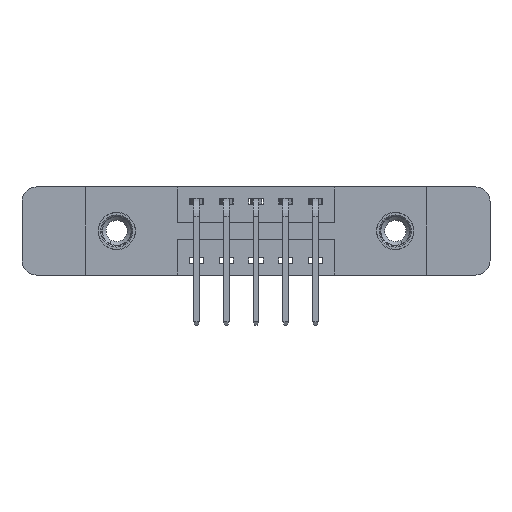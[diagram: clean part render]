
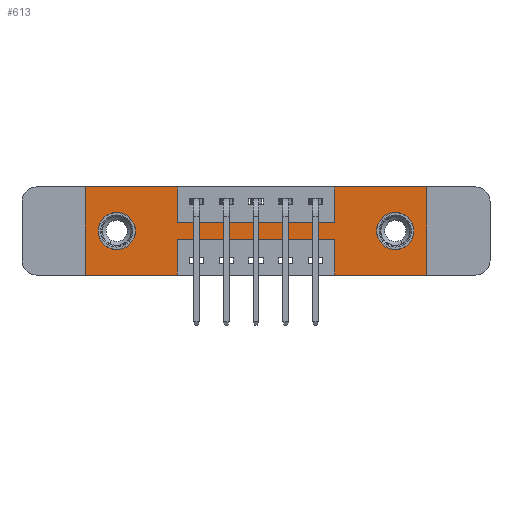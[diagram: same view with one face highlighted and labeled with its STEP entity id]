
A CAD part, front view. The second image highlights one B-rep face of the part: STEP entity #613.
In plain terms, the highlighted planar face has unit normal (0, -1, 0).
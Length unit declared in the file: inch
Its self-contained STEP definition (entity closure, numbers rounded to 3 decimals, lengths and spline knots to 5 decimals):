
#153 = DIRECTION ( 'NONE',  ( 0., 0., 1. ) ) ;
#291 = DIRECTION ( 'NONE',  ( 0., 1., 0. ) ) ;
#570 = AXIS2_PLACEMENT_3D ( 'NONE', #13433, #8419, #5076 ) ;
#613 = ADVANCED_FACE ( 'NONE', ( #7559, #5463, #7343 ), #2194, .T. ) ;
#734 = VERTEX_POINT ( 'NONE', #4684 ) ;
#836 = VERTEX_POINT ( 'NONE', #2326 ) ;
#842 = EDGE_CURVE ( 'NONE', #2749, #9004, #7229, .T. ) ;
#984 = LINE ( 'NONE', #1887, #8328 ) ;
#1005 = VERTEX_POINT ( 'NONE', #1272 ) ;
#1272 = CARTESIAN_POINT ( 'NONE',  ( 0.3875, 0., 0. ) ) ;
#1321 = VERTEX_POINT ( 'NONE', #3390 ) ;
#1341 = VERTEX_POINT ( 'NONE', #3107 ) ;
#1371 = DIRECTION ( 'NONE',  ( 0., 1., 0. ) ) ;
#1448 = CARTESIAN_POINT ( 'NONE',  ( 0., 0., -0.37 ) ) ;
#1502 = ORIENTED_EDGE ( 'NONE', *, *, #1668, .F. ) ;
#1668 = EDGE_CURVE ( 'NONE', #2457, #3520, #8005, .T. ) ;
#1834 = EDGE_CURVE ( 'NONE', #13029, #9659, #11770, .T. ) ;
#1887 = CARTESIAN_POINT ( 'NONE',  ( 0.3875, 0., -0.15 ) ) ;
#1919 = EDGE_CURVE ( 'NONE', #1005, #10244, #6674, .T. ) ;
#1985 = DIRECTION ( 'NONE',  ( 0., -1., 0. ) ) ;
#2133 = LINE ( 'NONE', #7220, #9488 ) ;
#2151 = LINE ( 'NONE', #5067, #10805 ) ;
#2194 = PLANE ( 'NONE',  #8900 ) ;
#2326 = CARTESIAN_POINT ( 'NONE',  ( 0.1325, 0., -0.107 ) ) ;
#2379 = CARTESIAN_POINT ( 'NONE',  ( 1.435, 0., 0. ) ) ;
#2457 = VERTEX_POINT ( 'NONE', #10172 ) ;
#2749 = VERTEX_POINT ( 'NONE', #11879 ) ;
#2916 = EDGE_CURVE ( 'NONE', #1321, #11255, #12590, .T. ) ;
#3090 = DIRECTION ( 'NONE',  ( 0., 0., -1. ) ) ;
#3099 = VECTOR ( 'NONE', #153, 39.37008 ) ;
#3107 = CARTESIAN_POINT ( 'NONE',  ( 0.1325, 0., -0.263 ) ) ;
#3135 = VECTOR ( 'NONE', #11067, 39.37008 ) ;
#3390 = CARTESIAN_POINT ( 'NONE',  ( 1.0475, 0., -0.15 ) ) ;
#3450 = LINE ( 'NONE', #7475, #3099 ) ;
#3458 = CARTESIAN_POINT ( 'NONE',  ( 0.3875, 0., -0.22 ) ) ;
#3514 = ORIENTED_EDGE ( 'NONE', *, *, #7848, .F. ) ;
#3520 = VERTEX_POINT ( 'NONE', #12466 ) ;
#3597 = VECTOR ( 'NONE', #10643, 39.37008 ) ;
#3775 = DIRECTION ( 'NONE',  ( 0., 0., -1. ) ) ;
#3898 = VERTEX_POINT ( 'NONE', #10382 ) ;
#3909 = ORIENTED_EDGE ( 'NONE', *, *, #1834, .F. ) ;
#4036 = VERTEX_POINT ( 'NONE', #3458 ) ;
#4404 = ORIENTED_EDGE ( 'NONE', *, *, #7274, .F. ) ;
#4473 = CARTESIAN_POINT ( 'NONE',  ( 0.3875, 0., -0.15 ) ) ;
#4567 = AXIS2_PLACEMENT_3D ( 'NONE', #10899, #1371, #3775 ) ;
#4589 = DIRECTION ( 'NONE',  ( 0., 0., -1. ) ) ;
#4610 = ORIENTED_EDGE ( 'NONE', *, *, #9272, .F. ) ;
#4666 = EDGE_CURVE ( 'NONE', #734, #3898, #3450, .T. ) ;
#4684 = CARTESIAN_POINT ( 'NONE',  ( 0., 0., -0.37 ) ) ;
#4774 = EDGE_CURVE ( 'NONE', #3520, #13029, #10018, .T. ) ;
#5017 = DIRECTION ( 'NONE',  ( 1., 0., 0. ) ) ;
#5067 = CARTESIAN_POINT ( 'NONE',  ( 0., 0., 0. ) ) ;
#5076 = DIRECTION ( 'NONE',  ( 0., 0., 1. ) ) ;
#5098 = LINE ( 'NONE', #13612, #9435 ) ;
#5463 = FACE_BOUND ( 'NONE', #13749, .T. ) ;
#5712 = ORIENTED_EDGE ( 'NONE', *, *, #12981, .T. ) ;
#6016 = EDGE_LOOP ( 'NONE', ( #4610, #12616, #3909, #10418, #1502, #4404, #13308, #3514, #10535, #6539, #8753, #10667 ) ) ;
#6251 = VECTOR ( 'NONE', #4589, 39.37008 ) ;
#6269 = CARTESIAN_POINT ( 'NONE',  ( 1.0475, 0., -0.37 ) ) ;
#6337 = DIRECTION ( 'NONE',  ( 0., 0., 1. ) ) ;
#6355 = CARTESIAN_POINT ( 'NONE',  ( 1.3025, 0., -0.185 ) ) ;
#6388 = DIRECTION ( 'NONE',  ( 0., 0., -1. ) ) ;
#6398 = DIRECTION ( 'NONE',  ( -1., 0., 0. ) ) ;
#6411 = DIRECTION ( 'NONE',  ( 1., 0., 0. ) ) ;
#6493 = CARTESIAN_POINT ( 'NONE',  ( 1.0475, 0., -0.22 ) ) ;
#6539 = ORIENTED_EDGE ( 'NONE', *, *, #12613, .F. ) ;
#6674 = LINE ( 'NONE', #12169, #3135 ) ;
#6778 = VECTOR ( 'NONE', #9156, 39.37008 ) ;
#6844 = CARTESIAN_POINT ( 'NONE',  ( 0.1325, 0., -0.185 ) ) ;
#7050 = ORIENTED_EDGE ( 'NONE', *, *, #842, .T. ) ;
#7171 = LINE ( 'NONE', #11443, #6778 ) ;
#7220 = CARTESIAN_POINT ( 'NONE',  ( 0.3875, 0., -0.22 ) ) ;
#7229 = CIRCLE ( 'NONE', #4567, 0.078 ) ;
#7243 = EDGE_CURVE ( 'NONE', #12917, #734, #7676, .T. ) ;
#7274 = EDGE_CURVE ( 'NONE', #11255, #2457, #7171, .T. ) ;
#7343 = FACE_OUTER_BOUND ( 'NONE', #6016, .T. ) ;
#7475 = CARTESIAN_POINT ( 'NONE',  ( 0., 0., 0. ) ) ;
#7559 = FACE_BOUND ( 'NONE', #9542, .T. ) ;
#7676 = LINE ( 'NONE', #13098, #10555 ) ;
#7848 = EDGE_CURVE ( 'NONE', #10244, #1321, #984, .T. ) ;
#8005 = LINE ( 'NONE', #2379, #6251 ) ;
#8129 = CIRCLE ( 'NONE', #9262, 0.078 ) ;
#8327 = ORIENTED_EDGE ( 'NONE', *, *, #11512, .T. ) ;
#8328 = VECTOR ( 'NONE', #5017, 39.37008 ) ;
#8419 = DIRECTION ( 'NONE',  ( 0., 1., 0. ) ) ;
#8753 = ORIENTED_EDGE ( 'NONE', *, *, #4666, .F. ) ;
#8900 = AXIS2_PLACEMENT_3D ( 'NONE', #12792, #1985, #6388 ) ;
#9004 = VERTEX_POINT ( 'NONE', #10038 ) ;
#9010 = CARTESIAN_POINT ( 'NONE',  ( 1.0475, 0., 0. ) ) ;
#9133 = VECTOR ( 'NONE', #13323, 39.37008 ) ;
#9156 = DIRECTION ( 'NONE',  ( 1., 0., 0. ) ) ;
#9262 = AXIS2_PLACEMENT_3D ( 'NONE', #6844, #291, #11089 ) ;
#9272 = EDGE_CURVE ( 'NONE', #4036, #12917, #5098, .T. ) ;
#9435 = VECTOR ( 'NONE', #3090, 39.37008 ) ;
#9488 = VECTOR ( 'NONE', #6398, 39.37008 ) ;
#9542 = EDGE_LOOP ( 'NONE', ( #5712, #7050 ) ) ;
#9543 = ORIENTED_EDGE ( 'NONE', *, *, #11256, .T. ) ;
#9659 = VERTEX_POINT ( 'NONE', #6493 ) ;
#9732 = CIRCLE ( 'NONE', #570, 0.078 ) ;
#9870 = DIRECTION ( 'NONE',  ( -1., 0., 0. ) ) ;
#10018 = LINE ( 'NONE', #1448, #9133 ) ;
#10038 = CARTESIAN_POINT ( 'NONE',  ( 1.3025, 0., -0.107 ) ) ;
#10172 = CARTESIAN_POINT ( 'NONE',  ( 1.435, 0., 0. ) ) ;
#10244 = VERTEX_POINT ( 'NONE', #4473 ) ;
#10282 = CARTESIAN_POINT ( 'NONE',  ( 0.3875, 0., -0.37 ) ) ;
#10382 = CARTESIAN_POINT ( 'NONE',  ( 0., 0., 0. ) ) ;
#10418 = ORIENTED_EDGE ( 'NONE', *, *, #4774, .F. ) ;
#10507 = CARTESIAN_POINT ( 'NONE',  ( 1.0475, 0., 0. ) ) ;
#10535 = ORIENTED_EDGE ( 'NONE', *, *, #1919, .F. ) ;
#10555 = VECTOR ( 'NONE', #9870, 39.37008 ) ;
#10643 = DIRECTION ( 'NONE',  ( 0., 0., 1. ) ) ;
#10667 = ORIENTED_EDGE ( 'NONE', *, *, #7243, .F. ) ;
#10805 = VECTOR ( 'NONE', #6411, 39.37008 ) ;
#10899 = CARTESIAN_POINT ( 'NONE',  ( 1.3025, 0., -0.185 ) ) ;
#11067 = DIRECTION ( 'NONE',  ( 0., 0., -1. ) ) ;
#11089 = DIRECTION ( 'NONE',  ( 0., 0., 1. ) ) ;
#11255 = VERTEX_POINT ( 'NONE', #9010 ) ;
#11256 = EDGE_CURVE ( 'NONE', #1341, #836, #8129, .T. ) ;
#11443 = CARTESIAN_POINT ( 'NONE',  ( 0., 0., 0. ) ) ;
#11512 = EDGE_CURVE ( 'NONE', #836, #1341, #9732, .T. ) ;
#11770 = LINE ( 'NONE', #6269, #13577 ) ;
#11879 = CARTESIAN_POINT ( 'NONE',  ( 1.3025, 0., -0.263 ) ) ;
#12169 = CARTESIAN_POINT ( 'NONE',  ( 0.3875, 0., 0. ) ) ;
#12466 = CARTESIAN_POINT ( 'NONE',  ( 1.435, 0., -0.37 ) ) ;
#12590 = LINE ( 'NONE', #10507, #3597 ) ;
#12613 = EDGE_CURVE ( 'NONE', #3898, #1005, #2151, .T. ) ;
#12616 = ORIENTED_EDGE ( 'NONE', *, *, #12730, .F. ) ;
#12695 = DIRECTION ( 'NONE',  ( 0., 1., 0. ) ) ;
#12730 = EDGE_CURVE ( 'NONE', #9659, #4036, #2133, .T. ) ;
#12763 = CARTESIAN_POINT ( 'NONE',  ( 1.0475, 0., -0.37 ) ) ;
#12792 = CARTESIAN_POINT ( 'NONE',  ( 0., 0., -0.37 ) ) ;
#12805 = CIRCLE ( 'NONE', #13692, 0.078 ) ;
#12891 = DIRECTION ( 'NONE',  ( 0., 0., -1. ) ) ;
#12917 = VERTEX_POINT ( 'NONE', #10282 ) ;
#12981 = EDGE_CURVE ( 'NONE', #9004, #2749, #12805, .T. ) ;
#13029 = VERTEX_POINT ( 'NONE', #12763 ) ;
#13098 = CARTESIAN_POINT ( 'NONE',  ( 0., 0., -0.37 ) ) ;
#13308 = ORIENTED_EDGE ( 'NONE', *, *, #2916, .F. ) ;
#13323 = DIRECTION ( 'NONE',  ( -1., 0., 0. ) ) ;
#13433 = CARTESIAN_POINT ( 'NONE',  ( 0.1325, 0., -0.185 ) ) ;
#13577 = VECTOR ( 'NONE', #6337, 39.37008 ) ;
#13612 = CARTESIAN_POINT ( 'NONE',  ( 0.3875, 0., -0.37 ) ) ;
#13692 = AXIS2_PLACEMENT_3D ( 'NONE', #6355, #12695, #12891 ) ;
#13749 = EDGE_LOOP ( 'NONE', ( #8327, #9543 ) ) ;
